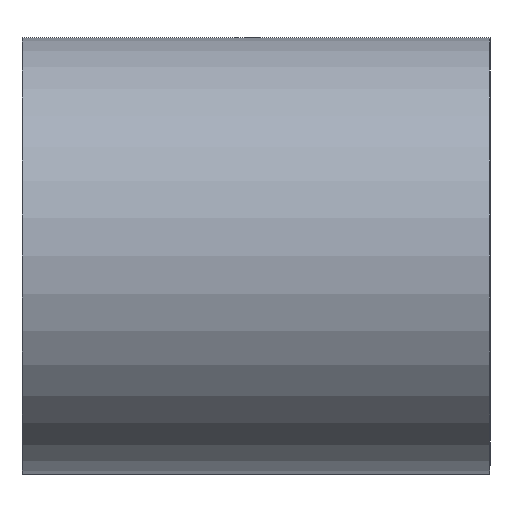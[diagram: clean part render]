
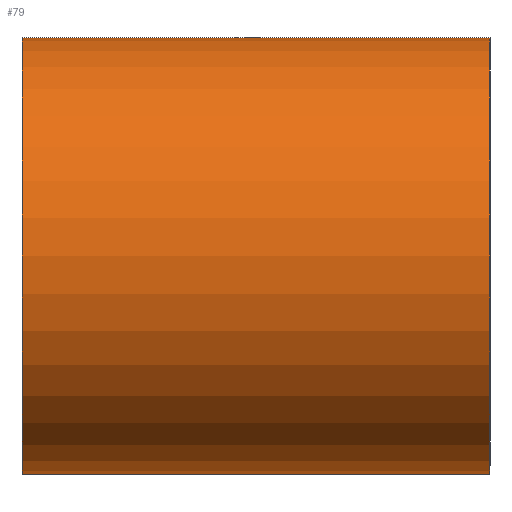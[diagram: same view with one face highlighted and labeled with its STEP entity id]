
A CAD part, left-side view. The second image highlights one B-rep face of the part: STEP entity #79.
In plain terms, the highlighted cylindrical face has radius 7 mm (diameter 14 mm), a full revolution.
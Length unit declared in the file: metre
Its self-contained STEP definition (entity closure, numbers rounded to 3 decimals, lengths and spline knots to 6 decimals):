
#79 = ADVANCED_FACE( 'NONE', ( #177, #178, #179 ), #180, .T. );
#177 = FACE_OUTER_BOUND( '', #430, .T. );
#178 = FACE_OUTER_BOUND( '', #431, .T. );
#179 = FACE_BOUND( '', #432, .T. );
#180 = CYLINDRICAL_SURFACE( '', #433, 0.007 );
#430 = EDGE_LOOP( '', ( #708 ) );
#431 = EDGE_LOOP( '', ( #709 ) );
#432 = EDGE_LOOP( '', ( #710, #711 ) );
#433 = AXIS2_PLACEMENT_3D( '', #712, #713, #714 );
#708 = ORIENTED_EDGE( '', *, *, #835, .T. );
#709 = ORIENTED_EDGE( '', *, *, #810, .T. );
#710 = ORIENTED_EDGE( '', *, *, #836, .T. );
#711 = ORIENTED_EDGE( '', *, *, #826, .T. );
#712 = CARTESIAN_POINT( '', ( 0., 0.010366, 0. ) );
#713 = DIRECTION( '', ( 0., -1., 0. ) );
#714 = DIRECTION( '', ( 0., 0., 1. ) );
#810 = EDGE_CURVE( 'NONE', #884, #884, #885, .T. );
#826 = EDGE_CURVE( 'NONE', #910, #911, #912, .T. );
#835 = EDGE_CURVE( 'NONE', #925, #925, #926, .T. );
#836 = EDGE_CURVE( 'NONE', #911, #910, #927, .T. );
#884 = VERTEX_POINT( '', #984 );
#885 = CIRCLE( '', #985, 0.007 );
#910 = VERTEX_POINT( 'NONE', #1062 );
#911 = VERTEX_POINT( 'NONE', #1063 );
#912 = B_SPLINE_CURVE_WITH_KNOTS( '', 3, ( #1064, #1065, #1066, #1067, #1068, #1069, #1070, #1071, #1072, #1073, #1074, #1075, #1076, #1077, #1078, #1079, #1080, #1081, #1082, #1083, #1084, #1085, #1086, #1087, #1088, #1089, #1090, #1091, #1092, #1093, #1094, #1095 ), .UNSPECIFIED., .F., .F., ( 4, 1, 1, 1, 1, 1, 1, 1, 1, 1, 1, 1, 1, 1, 1, 1, 1, 1, 1, 1, 1, 1, 1, 1, 1, 1, 1, 1, 1, 4 ), ( 0., 0.010409, 0.020795, 0.031187, 0.041611, 0.052096, 0.062667, 0.09316, 0.125294, 0.155832, 0.187884, 0.250028, 0.31348, 0.374714, 0.438711, 0.499667, 0.561119, 0.624288, 0.685231, 0.749536, 0.780772, 0.812016, 0.843801, 0.874653, 0.897529, 0.919447, 0.940519, 0.960873, 0.980649, 1. ), .UNSPECIFIED. );
#925 = VERTEX_POINT( '', #1145 );
#926 = CIRCLE( '', #1146, 0.007 );
#927 = B_SPLINE_CURVE_WITH_KNOTS( '', 3, ( #1147, #1148, #1149, #1150, #1151, #1152, #1153, #1154, #1155, #1156, #1157, #1158, #1159, #1160, #1161, #1162, #1163, #1164, #1165, #1166, #1167, #1168, #1169, #1170, #1171, #1172, #1173, #1174, #1175, #1176, #1177, #1178 ), .UNSPECIFIED., .F., .F., ( 4, 1, 1, 1, 1, 1, 1, 1, 1, 1, 1, 1, 1, 1, 1, 1, 1, 1, 1, 1, 1, 1, 1, 1, 1, 1, 1, 1, 1, 4 ), ( 0., 0.010457, 0.020896, 0.031347, 0.041836, 0.052392, 0.063041, 0.093497, 0.1256, 0.156145, 0.188185, 0.250304, 0.31359, 0.374652, 0.43867, 0.499658, 0.561154, 0.624358, 0.685336, 0.749679, 0.780927, 0.812193, 0.84399, 0.874869, 0.897702, 0.919584, 0.940624, 0.960946, 0.980688, 1. ), .UNSPECIFIED. );
#984 = CARTESIAN_POINT( '', ( 0., -0.0075, -0.007 ) );
#985 = AXIS2_PLACEMENT_3D( '', #1270, #1271, #1272 );
#1062 = CARTESIAN_POINT( '', ( 0.004218, 0.000421, -0.005586 ) );
#1063 = CARTESIAN_POINT( '', ( 0.004216, -0.000391, 0.005588 ) );
#1064 = CARTESIAN_POINT( '', ( 0.004218, 0.000421, -0.005586 ) );
#1065 = CARTESIAN_POINT( '', ( 0.004213, 0.000355, -0.00559 ) );
#1066 = CARTESIAN_POINT( '', ( 0.004203, 0.000222, -0.005597 ) );
#1067 = CARTESIAN_POINT( '', ( 0.004199, 0.000022, -0.005601 ) );
#1068 = CARTESIAN_POINT( '', ( 0.004202, -0.000178, -0.005599 ) );
#1069 = CARTESIAN_POINT( '', ( 0.004214, -0.000379, -0.00559 ) );
#1070 = CARTESIAN_POINT( '', ( 0.004233, -0.000579, -0.005575 ) );
#1071 = CARTESIAN_POINT( '', ( 0.004279, -0.000905, -0.00554 ) );
#1072 = CARTESIAN_POINT( '', ( 0.004377, -0.001359, -0.005464 ) );
#1073 = CARTESIAN_POINT( '', ( 0.004556, -0.001912, -0.005317 ) );
#1074 = CARTESIAN_POINT( '', ( 0.004774, -0.002446, -0.005123 ) );
#1075 = CARTESIAN_POINT( '', ( 0.005095, -0.003111, -0.004811 ) );
#1076 = CARTESIAN_POINT( '', ( 0.005535, -0.00388, -0.004313 ) );
#1077 = CARTESIAN_POINT( '', ( 0.006048, -0.004675, -0.003568 ) );
#1078 = CARTESIAN_POINT( '', ( 0.006508, -0.00533, -0.00265 ) );
#1079 = CARTESIAN_POINT( '', ( 0.00685, -0.0058, -0.001592 ) );
#1080 = CARTESIAN_POINT( '', ( 0.007021, -0.006028, -0.000415 ) );
#1081 = CARTESIAN_POINT( '', ( 0.00699, -0.005987, 0.000791 ) );
#1082 = CARTESIAN_POINT( '', ( 0.006759, -0.005676, 0.001932 ) );
#1083 = CARTESIAN_POINT( '', ( 0.006373, -0.005143, 0.002957 ) );
#1084 = CARTESIAN_POINT( '', ( 0.005972, -0.004555, 0.003675 ) );
#1085 = CARTESIAN_POINT( '', ( 0.005625, -0.004013, 0.004174 ) );
#1086 = CARTESIAN_POINT( '', ( 0.005363, -0.003579, 0.004505 ) );
#1087 = CARTESIAN_POINT( '', ( 0.005105, -0.003117, 0.004794 ) );
#1088 = CARTESIAN_POINT( '', ( 0.00488, -0.00267, 0.005021 ) );
#1089 = CARTESIAN_POINT( '', ( 0.004695, -0.002256, 0.005194 ) );
#1090 = CARTESIAN_POINT( '', ( 0.004548, -0.001881, 0.005322 ) );
#1091 = CARTESIAN_POINT( '', ( 0.004425, -0.001507, 0.005425 ) );
#1092 = CARTESIAN_POINT( '', ( 0.004327, -0.001134, 0.005503 ) );
#1093 = CARTESIAN_POINT( '', ( 0.004254, -0.000763, 0.005559 ) );
#1094 = CARTESIAN_POINT( '', ( 0.004228, -0.000514, 0.005579 ) );
#1095 = CARTESIAN_POINT( '', ( 0.004216, -0.000391, 0.005588 ) );
#1145 = CARTESIAN_POINT( '', ( 0., 0.0075, 0.007 ) );
#1146 = AXIS2_PLACEMENT_3D( '', #1303, #1304, #1305 );
#1147 = CARTESIAN_POINT( '', ( 0.004216, -0.000391, 0.005588 ) );
#1148 = CARTESIAN_POINT( '', ( 0.004211, -0.000324, 0.005592 ) );
#1149 = CARTESIAN_POINT( '', ( 0.004202, -0.000191, 0.005598 ) );
#1150 = CARTESIAN_POINT( '', ( 0.004199, 0.00001, 0.005601 ) );
#1151 = CARTESIAN_POINT( '', ( 0.004203, 0.00021, 0.005598 ) );
#1152 = CARTESIAN_POINT( '', ( 0.004216, 0.000411, 0.005588 ) );
#1153 = CARTESIAN_POINT( '', ( 0.004237, 0.000612, 0.005572 ) );
#1154 = CARTESIAN_POINT( '', ( 0.004285, 0.000937, 0.005536 ) );
#1155 = CARTESIAN_POINT( '', ( 0.004386, 0.001389, 0.005457 ) );
#1156 = CARTESIAN_POINT( '', ( 0.004565, 0.001939, 0.005308 ) );
#1157 = CARTESIAN_POINT( '', ( 0.004785, 0.002469, 0.005113 ) );
#1158 = CARTESIAN_POINT( '', ( 0.005105, 0.00313, 0.004799 ) );
#1159 = CARTESIAN_POINT( '', ( 0.005544, 0.003894, 0.004302 ) );
#1160 = CARTESIAN_POINT( '', ( 0.006054, 0.004683, 0.003558 ) );
#1161 = CARTESIAN_POINT( '', ( 0.006511, 0.005334, 0.002643 ) );
#1162 = CARTESIAN_POINT( '', ( 0.00685, 0.0058, 0.001589 ) );
#1163 = CARTESIAN_POINT( '', ( 0.007021, 0.006028, 0.000415 ) );
#1164 = CARTESIAN_POINT( '', ( 0.00699, 0.005987, -0.000787 ) );
#1165 = CARTESIAN_POINT( '', ( 0.006761, 0.005678, -0.001926 ) );
#1166 = CARTESIAN_POINT( '', ( 0.006376, 0.005148, -0.00295 ) );
#1167 = CARTESIAN_POINT( '', ( 0.005977, 0.004563, -0.003667 ) );
#1168 = CARTESIAN_POINT( '', ( 0.005631, 0.004023, -0.004166 ) );
#1169 = CARTESIAN_POINT( '', ( 0.00537, 0.003591, -0.004496 ) );
#1170 = CARTESIAN_POINT( '', ( 0.005112, 0.003131, -0.004787 ) );
#1171 = CARTESIAN_POINT( '', ( 0.004888, 0.002687, -0.005014 ) );
#1172 = CARTESIAN_POINT( '', ( 0.004702, 0.002274, -0.005187 ) );
#1173 = CARTESIAN_POINT( '', ( 0.004555, 0.001902, -0.005316 ) );
#1174 = CARTESIAN_POINT( '', ( 0.004432, 0.00153, -0.005419 ) );
#1175 = CARTESIAN_POINT( '', ( 0.004333, 0.00116, -0.005498 ) );
#1176 = CARTESIAN_POINT( '', ( 0.004259, 0.000792, -0.005556 ) );
#1177 = CARTESIAN_POINT( '', ( 0.004232, 0.000544, -0.005576 ) );
#1178 = CARTESIAN_POINT( '', ( 0.004218, 0.000421, -0.005586 ) );
#1270 = CARTESIAN_POINT( '', ( 0., -0.0075, 0. ) );
#1271 = DIRECTION( '', ( 0., 1., 0. ) );
#1272 = DIRECTION( '', ( 0., 0., -1. ) );
#1303 = CARTESIAN_POINT( '', ( 0., 0.0075, 0. ) );
#1304 = DIRECTION( '', ( 0., -1., 0. ) );
#1305 = DIRECTION( '', ( 0., 0., 1. ) );
